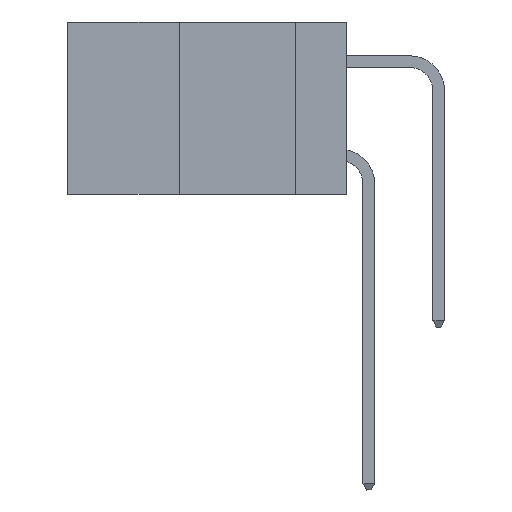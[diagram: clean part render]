
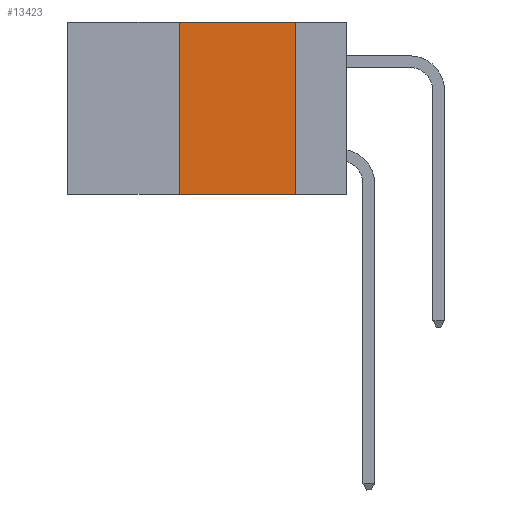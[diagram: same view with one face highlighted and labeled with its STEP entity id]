
A CAD part, left-side view. The second image highlights one B-rep face of the part: STEP entity #13423.
In plain terms, the highlighted planar face has unit normal (-1, 0, 0).
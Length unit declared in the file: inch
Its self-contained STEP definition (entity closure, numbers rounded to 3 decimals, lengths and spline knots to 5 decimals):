
#365 = CARTESIAN_POINT ( 'NONE',  ( 0., 0.6, 0. ) ) ;
#736 = EDGE_CURVE ( 'NONE', #20013, #12105, #5128, .T. ) ;
#1349 = VERTEX_POINT ( 'NONE', #5640 ) ;
#1378 = ORIENTED_EDGE ( 'NONE', *, *, #20231, .F. ) ;
#2352 = FACE_OUTER_BOUND ( 'NONE', #18965, .T. ) ;
#2456 = LINE ( 'NONE', #7108, #21235 ) ;
#2488 = VECTOR ( 'NONE', #19300, 39.37008 ) ;
#3044 = ORIENTED_EDGE ( 'NONE', *, *, #15995, .F. ) ;
#4987 = CARTESIAN_POINT ( 'NONE',  ( 0., 0.36, 0. ) ) ;
#5014 = CARTESIAN_POINT ( 'NONE',  ( 0., 0.36, -0.37 ) ) ;
#5128 = LINE ( 'NONE', #365, #9408 ) ;
#5179 = CARTESIAN_POINT ( 'NONE',  ( 0., 0.6, 0. ) ) ;
#5640 = CARTESIAN_POINT ( 'NONE',  ( 0., 0.11, -0.37 ) ) ;
#7108 = CARTESIAN_POINT ( 'NONE',  ( 0., 0.11, 0. ) ) ;
#7182 = AXIS2_PLACEMENT_3D ( 'NONE', #5179, #10708, #23316 ) ;
#7360 = LINE ( 'NONE', #15673, #2488 ) ;
#8861 = PLANE ( 'NONE',  #7182 ) ;
#9323 = ORIENTED_EDGE ( 'NONE', *, *, #19791, .T. ) ;
#9408 = VECTOR ( 'NONE', #23216, 39.37008 ) ;
#10508 = DIRECTION ( 'NONE',  ( 0., 0., 1. ) ) ;
#10708 = DIRECTION ( 'NONE',  ( 1., 0., 0. ) ) ;
#10796 = DIRECTION ( 'NONE',  ( 0., 0., -1. ) ) ;
#12105 = VERTEX_POINT ( 'NONE', #23522 ) ;
#12961 = VECTOR ( 'NONE', #10508, 39.37008 ) ;
#13423 = ADVANCED_FACE ( 'NONE', ( #2352 ), #8861, .F. ) ;
#15673 = CARTESIAN_POINT ( 'NONE',  ( 0., 0.6, -0.37 ) ) ;
#15995 = EDGE_CURVE ( 'NONE', #22653, #20013, #22523, .T. ) ;
#18965 = EDGE_LOOP ( 'NONE', ( #1378, #21401, #3044, #9323 ) ) ;
#19300 = DIRECTION ( 'NONE',  ( 0., -1., 0. ) ) ;
#19791 = EDGE_CURVE ( 'NONE', #22653, #1349, #7360, .T. ) ;
#20013 = VERTEX_POINT ( 'NONE', #21001 ) ;
#20231 = EDGE_CURVE ( 'NONE', #12105, #1349, #2456, .T. ) ;
#21001 = CARTESIAN_POINT ( 'NONE',  ( 0., 0.36, 0. ) ) ;
#21235 = VECTOR ( 'NONE', #10796, 39.37008 ) ;
#21401 = ORIENTED_EDGE ( 'NONE', *, *, #736, .F. ) ;
#22523 = LINE ( 'NONE', #4987, #12961 ) ;
#22653 = VERTEX_POINT ( 'NONE', #5014 ) ;
#23216 = DIRECTION ( 'NONE',  ( 0., -1., 0. ) ) ;
#23316 = DIRECTION ( 'NONE',  ( 0., 0., -1. ) ) ;
#23522 = CARTESIAN_POINT ( 'NONE',  ( 0., 0.11, 0. ) ) ;
